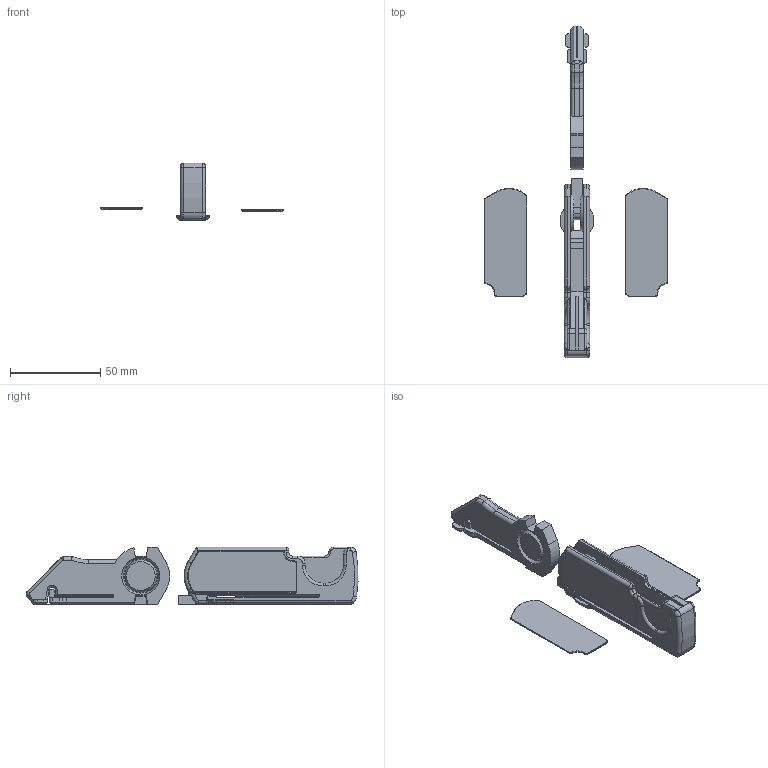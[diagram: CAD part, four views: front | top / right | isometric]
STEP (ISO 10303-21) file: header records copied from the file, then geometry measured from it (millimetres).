
FILE_DESCRIPTION(/* description */ (''),/* implementation_level */ '2;1');
FILE_NAME(/* name */ 'Folding Knife D4 blank inlays all.step',/* time_stamp */ '2025-12-13T07:46:59-07:00',/* author */ (''),/* organization */ (''),/* preprocessor_version */ 'ST-DEVELOPER v20.1',/* originating_system */ 'Autodesk Translation Framework v14.21.0.0',/* authorisation */ '');
FILE_SCHEMA (('AUTOMOTIVE_DESIGN { 1 0 10303 214 3 1 1 }'));
Length unit declared in the file: millimetre
Products named in the file (1): Pull Lever
Bounding box: 101.5 x 183.82 x 32 mm (x, y, z)
Volume: 38472.2 mm3; surface area: 28093.7 mm2
Topology: 4 solids, 4 shells, 553 faces, 1611 edges, 1016 vertices
Faces by surface type: plane 341, cylinder 112, cone 60, torus 30, bspline 10
Entity records: 18557 total; most frequent: CARTESIAN_POINT 3565, ORIENTED_EDGE 3222, DIRECTION 3041, EDGE_CURVE 1611, LINE 1209, VECTOR 1209, VERTEX_POINT 1016, AXIS2_PLACEMENT_3D 916
